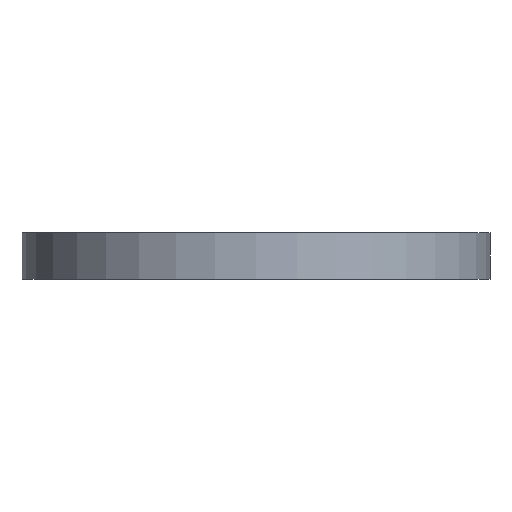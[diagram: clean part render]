
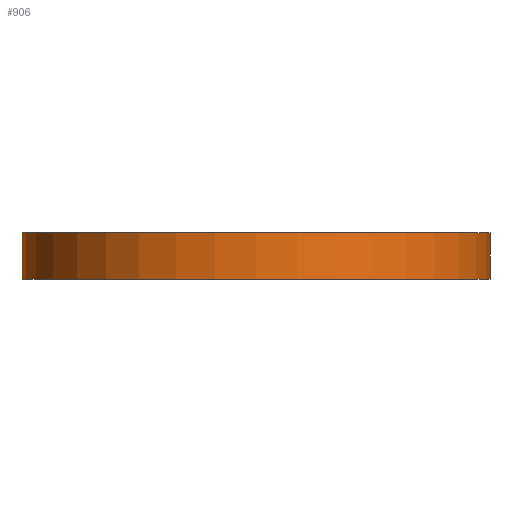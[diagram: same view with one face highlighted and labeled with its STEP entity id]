
A CAD part, front view. The second image highlights one B-rep face of the part: STEP entity #906.
In plain terms, the highlighted cylindrical face has radius 15 mm (diameter 30 mm), a partial arc.
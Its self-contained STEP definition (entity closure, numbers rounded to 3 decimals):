
#4 = AXIS2_PLACEMENT_3D ( 'NONE', #726, #517, #88 ) ;
#29 = CYLINDRICAL_SURFACE ( 'NONE', #727, 15. ) ;
#57 = DIRECTION ( 'NONE',  ( 1., 0., 0. ) ) ;
#84 = ORIENTED_EDGE ( 'NONE', *, *, #380, .T. ) ;
#88 = DIRECTION ( 'NONE',  ( 1., 0., 0. ) ) ;
#94 = DIRECTION ( 'NONE',  ( 0., 0., -1. ) ) ;
#176 = DIRECTION ( 'NONE',  ( 0., 0., -1. ) ) ;
#218 = VECTOR ( 'NONE', #94, 1000. ) ;
#226 = CARTESIAN_POINT ( 'NONE',  ( -15., 0., 0. ) ) ;
#228 = CARTESIAN_POINT ( 'NONE',  ( 15., 0., 3. ) ) ;
#237 = EDGE_LOOP ( 'NONE', ( #724, #282, #84, #400 ) ) ;
#244 = VERTEX_POINT ( 'NONE', #228 ) ;
#246 = CARTESIAN_POINT ( 'NONE',  ( 0., 0., 7. ) ) ;
#282 = ORIENTED_EDGE ( 'NONE', *, *, #551, .F. ) ;
#297 = LINE ( 'NONE', #782, #318 ) ;
#299 = EDGE_CURVE ( 'NONE', #835, #312, #628, .T. ) ;
#312 = VERTEX_POINT ( 'NONE', #569 ) ;
#313 = DIRECTION ( 'NONE',  ( -1., 0., 0. ) ) ;
#318 = VECTOR ( 'NONE', #437, 1000. ) ;
#343 = EDGE_CURVE ( 'NONE', #244, #312, #297, .T. ) ;
#348 = CARTESIAN_POINT ( 'NONE',  ( 0., 0., 3. ) ) ;
#380 = EDGE_CURVE ( 'NONE', #506, #835, #403, .T. ) ;
#400 = ORIENTED_EDGE ( 'NONE', *, *, #299, .T. ) ;
#403 = LINE ( 'NONE', #605, #218 ) ;
#409 = AXIS2_PLACEMENT_3D ( 'NONE', #348, #548, #57 ) ;
#437 = DIRECTION ( 'NONE',  ( 0., 0., -1. ) ) ;
#506 = VERTEX_POINT ( 'NONE', #874 ) ;
#517 = DIRECTION ( 'NONE',  ( 0., 0., 1. ) ) ;
#521 = FACE_OUTER_BOUND ( 'NONE', #237, .T. ) ;
#548 = DIRECTION ( 'NONE',  ( 0., 0., 1. ) ) ;
#551 = EDGE_CURVE ( 'NONE', #506, #244, #705, .T. ) ;
#569 = CARTESIAN_POINT ( 'NONE',  ( 15., 0., 0. ) ) ;
#605 = CARTESIAN_POINT ( 'NONE',  ( -15., 0., 7. ) ) ;
#628 = CIRCLE ( 'NONE', #4, 15. ) ;
#705 = CIRCLE ( 'NONE', #409, 15. ) ;
#724 = ORIENTED_EDGE ( 'NONE', *, *, #343, .F. ) ;
#726 = CARTESIAN_POINT ( 'NONE',  ( 0., 0., 0. ) ) ;
#727 = AXIS2_PLACEMENT_3D ( 'NONE', #246, #176, #313 ) ;
#782 = CARTESIAN_POINT ( 'NONE',  ( 15., 0., 7. ) ) ;
#835 = VERTEX_POINT ( 'NONE', #226 ) ;
#874 = CARTESIAN_POINT ( 'NONE',  ( -15., 0., 3. ) ) ;
#906 = ADVANCED_FACE ( 'NONE', ( #521 ), #29, .T. ) ;
